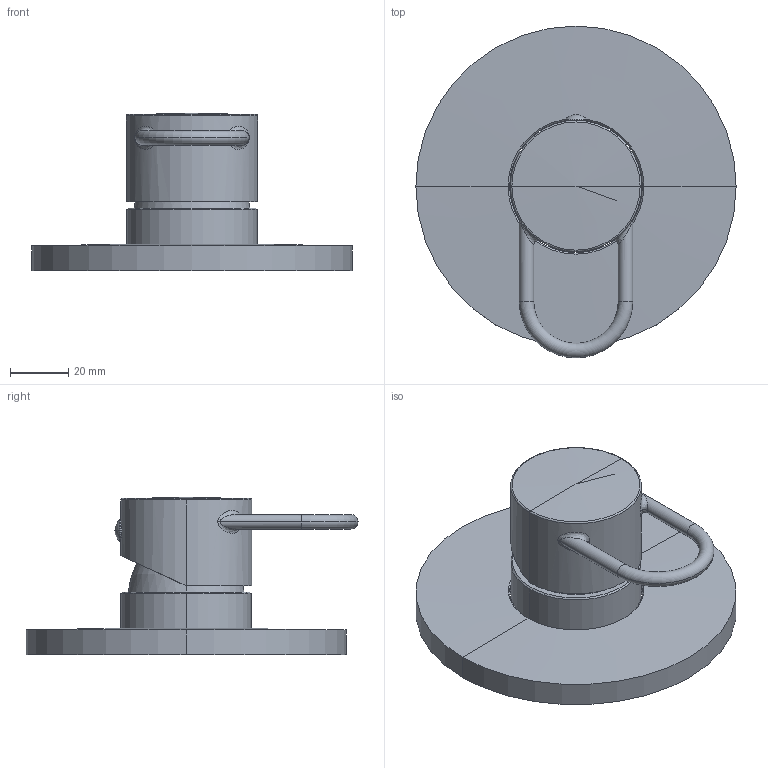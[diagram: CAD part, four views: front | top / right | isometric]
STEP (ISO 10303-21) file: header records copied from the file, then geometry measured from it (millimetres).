
FILE_DESCRIPTION((''),'2;1');
FILE_NAME('JK011CR','2021-11-04T08:47:30',('ut3'),('PAFFONI SpA'),'CREO PARAMETRIC BY PTC INC, 2020044','CREO PARAMETRIC BY PTC INC, 2020044','');
FILE_SCHEMA(('CONFIG_CONTROL_DESIGN','SHAPE_APPEARANCE_LAYERS_GROUPS'));
Length unit declared in the file: millimetre
Products named in the file (1): JK011CR
Bounding box: 110 x 114 x 53.99 mm (x, y, z)
Volume: 64115.7 mm3; surface area: 56904.7 mm2
Topology: 2 solids, 2 shells, 861 faces, 2323 edges, 1473 vertices
Faces by surface type: plane 535, cylinder 193, torus 76, cone 49, bspline 6, sphere 2
Entity records: 35915 total; most frequent: CARTESIAN_POINT 8405, ORIENTED_EDGE 4634, DIRECTION 4296, EDGE_CURVE 2317, VERTEX_POINT 1473, AXIS2_PLACEMENT_3D 1465, VECTOR 1366, LINE 1366
